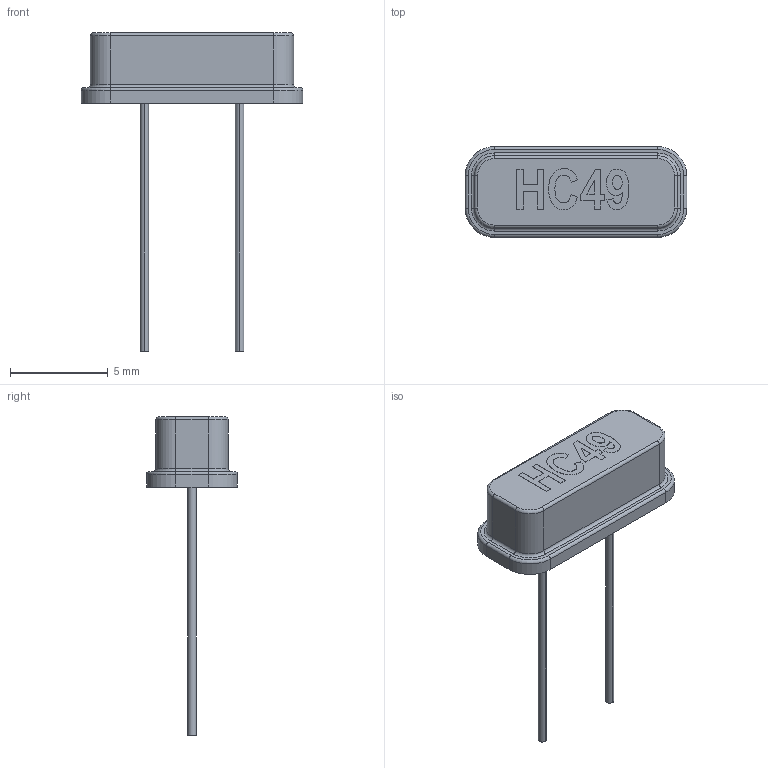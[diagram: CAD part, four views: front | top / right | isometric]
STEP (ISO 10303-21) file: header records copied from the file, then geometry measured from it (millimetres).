
FILE_DESCRIPTION(('FreeCAD Model'),'2;1');
FILE_NAME( 'HC49_Crystal.STEP', '2021-08-28T13:48:35',('Author'),(''), 'Open CASCADE STEP processor 7.3','FreeCAD','Unknown');
FILE_SCHEMA(('AUTOMOTIVE_DESIGN { 1 0 10303 214 1 1 1 1 }'));
Length unit declared in the file: millimetre
Products named in the file (1): User_Library-HC49_Crystal
Bounding box: 11.35 x 4.65 x 16.3 mm (x, y, z)
Volume: 149.4 mm3; surface area: 228.8 mm2
Topology: 1 solids, 1 shells, 113 faces, 276 edges, 176 vertices
Faces by surface type: plane 50, cylinder 28, bspline 23, torus 12
Entity records: 9455 total; most frequent: CARTESIAN_POINT 3263, DIRECTION 932, LINE 590, VECTOR 590, ORIENTED_EDGE 552, PCURVE 552, DEFINITIONAL_REPRESENTATION 552, EDGE_CURVE 276
